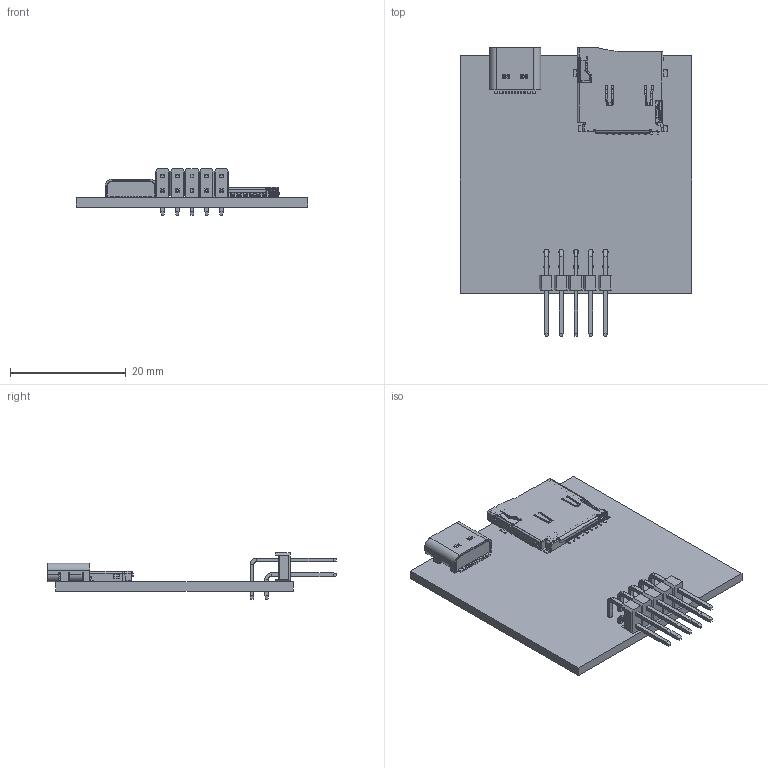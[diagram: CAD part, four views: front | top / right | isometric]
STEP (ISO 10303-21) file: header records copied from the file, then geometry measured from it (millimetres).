
FILE_DESCRIPTION(/* description */ ('STEP AP214'),/* implementation_level */ '2;1');
FILE_NAME(/* name */ 'Ensamble PCB Vertical.step',/* time_stamp */ '2025-12-02T11:48:29-04:00',/* author */ (''),/* organization */ (''),/* preprocessor_version */ 'ST-DEVELOPER v20.1',/* originating_system */ 'Autodesk Translation Framework v14.21.0.0',/* authorisation */ '');
FILE_SCHEMA (('AUTOMOTIVE_DESIGN { 1 0 10303 214 3 1 1 }'));
Products named in the file (5): Ensamble PCB Vertical; PCB Vertical; 2x5 Male Pin Header Angle; Same_Sky_MSD-4-A; USB Type C Port (SMD Type) (1)[1]
Assembly tree (4 placements, depth 2):
  Ensamble PCB Vertical
    PCB Vertical
    2x5 Male Pin Header Angle
    Same_Sky_MSD-4-A
    USB Type C Port (SMD Type) (1)[1]
Bounding box: 40 x 49.85 x 8 mm (x, y, z)
Volume: 3094.3 mm3; surface area: 6104.8 mm2
Topology: 37 solids, 39 shells, 2087 faces, 5758 edges, 3687 vertices
Faces by surface type: plane 1584, cylinder 438, torus 23, bspline 20, cone 16, sphere 6
Full cylindrical faces by diameter (mm): 0.3 x3, 0.35 x1, 0.5 x2, 0.66 x1, 0.8 x2, 0.9 x10, 1.2 x3
Entity records: 71677 total; most frequent: CARTESIAN_POINT 17714, ORIENTED_EDGE 11500, DIRECTION 10770, EDGE_CURVE 5750, LINE 4658, VECTOR 4658, VERTEX_POINT 3687, AXIS2_PLACEMENT_3D 3056
